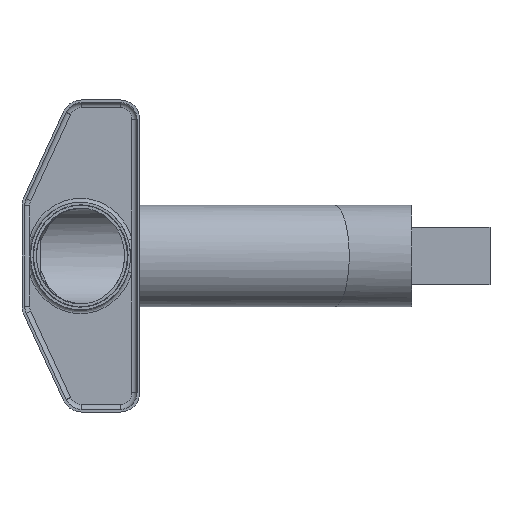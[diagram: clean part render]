
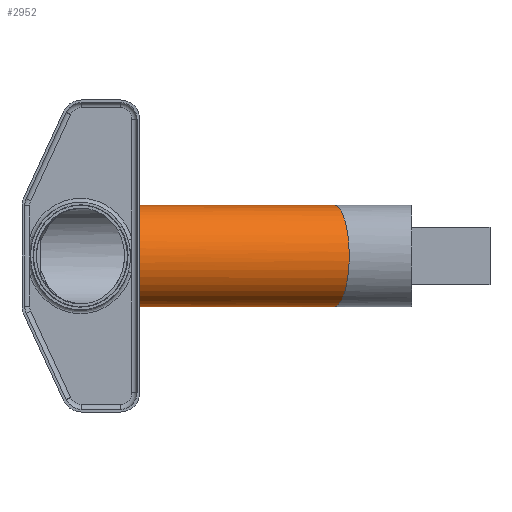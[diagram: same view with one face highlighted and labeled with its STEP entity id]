
A CAD part, front view. The second image highlights one B-rep face of the part: STEP entity #2952.
In plain terms, the highlighted free-form (B-spline) face has degree [3, 1] with [7, 4] control points.
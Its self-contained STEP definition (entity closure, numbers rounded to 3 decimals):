
#34 = CARTESIAN_POINT ( 'NONE',  ( -70., 320., -26. ) ) ;
#54 = CARTESIAN_POINT ( 'NONE',  ( -70., 320., -26. ) ) ;
#286 = CARTESIAN_POINT ( 'NONE',  ( -152., 201.012, 26. ) ) ;
#473 = CARTESIAN_POINT ( 'NONE',  ( -200., 225.455, -26. ) ) ;
#501 = VERTEX_POINT ( 'NONE', #977 ) ;
#576 = EDGE_CURVE ( 'NONE', #2920, #632, #4456, .T. ) ;
#632 = VERTEX_POINT ( 'NONE', #34 ) ;
#662 =( BOUNDED_CURVE ( )  B_SPLINE_CURVE ( 3, ( #3051, #5781, #3117, #3076 ),
 .UNSPECIFIED., .F., .F. ) 
 B_SPLINE_CURVE_WITH_KNOTS ( ( 4, 4 ),
 ( 0.5, 1. ),
 .UNSPECIFIED. ) 
 CURVE ( )  GEOMETRIC_REPRESENTATION_ITEM ( )  RATIONAL_B_SPLINE_CURVE ( ( 1., 0.333, 0.333, 1. ) ) 
 REPRESENTATION_ITEM ( '' )  );
#732 = CARTESIAN_POINT ( 'NONE',  ( -201.3, 224.509, -26. ) ) ;
#750 = CARTESIAN_POINT ( 'NONE',  ( -152., 201.012, -26. ) ) ;
#916 = CARTESIAN_POINT ( 'NONE',  ( -70., 320., -26. ) ) ;
#977 = CARTESIAN_POINT ( 'NONE',  ( -200., 225.455, 26. ) ) ;
#1161 = CARTESIAN_POINT ( 'NONE',  ( -53.405, 272.717, -26. ) ) ;
#1201 = CARTESIAN_POINT ( 'NONE',  ( -54.391, 272., -26. ) ) ;
#1280 = EDGE_CURVE ( 'NONE', #1668, #632, #2463, .T. ) ;
#1343 = EDGE_CURVE ( 'NONE', #1668, #501, #662, .T. ) ;
#1476 = CARTESIAN_POINT ( 'NONE',  ( -200., 225.455, -26. ) ) ;
#1583 = CARTESIAN_POINT ( 'NONE',  ( -248., 249.897, 26. ) ) ;
#1595 = ORIENTED_EDGE ( 'NONE', *, *, #1280, .T. ) ;
#1601 = CARTESIAN_POINT ( 'NONE',  ( -70., 320., -26. ) ) ;
#1668 = VERTEX_POINT ( 'NONE', #1476 ) ;
#1809 = ORIENTED_EDGE ( 'NONE', *, *, #576, .F. ) ;
#2001 = ORIENTED_EDGE ( 'NONE', *, *, #5618, .F. ) ;
#2021 = CARTESIAN_POINT ( 'NONE',  ( -53.405, 272.717, 26. ) ) ;
#2056 = CARTESIAN_POINT ( 'NONE',  ( -200., 225.455, 26. ) ) ;
#2076 = CARTESIAN_POINT ( 'NONE',  ( -54.391, 272., 26. ) ) ;
#2461 = CARTESIAN_POINT ( 'NONE',  ( -201.3, 224.509, 26. ) ) ;
#2463 = B_SPLINE_CURVE_WITH_KNOTS ( 'NONE', 1,
 ( #473, #916 ),
 .UNSPECIFIED., .F., .F.,
 ( 2, 2 ),
 ( 0., 1. ),
 .UNSPECIFIED. ) ;
#2916 = CARTESIAN_POINT ( 'NONE',  ( -68.687, 320.955, -26. ) ) ;
#2920 = VERTEX_POINT ( 'NONE', #3744 ) ;
#2952 = ADVANCED_FACE ( 'NONE', ( #3815 ), #3331, .F. ) ;
#2956 = CARTESIAN_POINT ( 'NONE',  ( -68.687, 320.955, 26. ) ) ;
#3051 = CARTESIAN_POINT ( 'NONE',  ( -200., 225.455, -26. ) ) ;
#3076 = CARTESIAN_POINT ( 'NONE',  ( -200., 225.455, 26. ) ) ;
#3117 = CARTESIAN_POINT ( 'NONE',  ( -152., 201.012, 26. ) ) ;
#3212 = CARTESIAN_POINT ( 'NONE',  ( -54.391, 272., -26. ) ) ;
#3225 = ORIENTED_EDGE ( 'NONE', *, *, #1343, .F. ) ;
#3331 =( BOUNDED_SURFACE ( )  B_SPLINE_SURFACE ( 3, 1, ( 
 ( #2461, #2056, #3436, #2956 ),
 ( #5237, #1583, #5669, #5650 ),
 ( #4269, #4774, #3897, #4754 ),
 ( #732, #3833, #1601, #2916 ),
 ( #4299, #750, #1201, #1161 ),
 ( #4712, #286, #2076, #2021 ),
 ( #5695, #3856, #3393, #4731 ) ),
 .UNSPECIFIED., .T., .F., .F. ) 
 B_SPLINE_SURFACE_WITH_KNOTS ( ( 4, 3, 4 ),
 ( 2, 1, 1, 2 ),
 ( 0., 0.5, 1. ),
 ( -0.01, 0., 1., 1.01 ),
 .UNSPECIFIED. ) 
 GEOMETRIC_REPRESENTATION_ITEM ( )  RATIONAL_B_SPLINE_SURFACE ( (
 ( 1., 1., 1., 1.),
 ( 0.333, 0.333, 0.333, 0.333),
 ( 0.333, 0.333, 0.333, 0.333),
 ( 1., 1., 1., 1.),
 ( 0.333, 0.333, 0.333, 0.333),
 ( 0.333, 0.333, 0.333, 0.333),
 ( 1., 1., 1., 1.) ) ) 
 REPRESENTATION_ITEM ( '' )  SURFACE ( )  );
#3393 = CARTESIAN_POINT ( 'NONE',  ( -70., 320., 26. ) ) ;
#3436 = CARTESIAN_POINT ( 'NONE',  ( -70., 320., 26. ) ) ;
#3547 = EDGE_LOOP ( 'NONE', ( #3225, #1595, #1809, #2001 ) ) ;
#3618 = B_SPLINE_CURVE_WITH_KNOTS ( 'NONE', 1,
 ( #4503, #4524 ),
 .UNSPECIFIED., .F., .F.,
 ( 2, 2 ),
 ( 0., 1. ),
 .UNSPECIFIED. ) ;
#3744 = CARTESIAN_POINT ( 'NONE',  ( -70., 320., 26. ) ) ;
#3815 = FACE_OUTER_BOUND ( 'NONE', #3547, .T. ) ;
#3833 = CARTESIAN_POINT ( 'NONE',  ( -200., 225.455, -26. ) ) ;
#3856 = CARTESIAN_POINT ( 'NONE',  ( -200., 225.455, 26. ) ) ;
#3897 = CARTESIAN_POINT ( 'NONE',  ( -85.609, 368., -26. ) ) ;
#4087 = CARTESIAN_POINT ( 'NONE',  ( -54.391, 272., 26. ) ) ;
#4269 = CARTESIAN_POINT ( 'NONE',  ( -249.624, 248.716, -26. ) ) ;
#4299 = CARTESIAN_POINT ( 'NONE',  ( -152.976, 200.302, -26. ) ) ;
#4456 =( BOUNDED_CURVE ( )  B_SPLINE_CURVE ( 3, ( #5445, #4087, #3212, #54 ),
 .UNSPECIFIED., .F., .F. ) 
 B_SPLINE_CURVE_WITH_KNOTS ( ( 4, 4 ),
 ( 0., 0.5 ),
 .UNSPECIFIED. ) 
 CURVE ( )  GEOMETRIC_REPRESENTATION_ITEM ( )  RATIONAL_B_SPLINE_CURVE ( ( 1., 0.333, 0.333, 1. ) ) 
 REPRESENTATION_ITEM ( '' )  );
#4503 = CARTESIAN_POINT ( 'NONE',  ( -200., 225.455, 26. ) ) ;
#4524 = CARTESIAN_POINT ( 'NONE',  ( -70., 320., 26. ) ) ;
#4712 = CARTESIAN_POINT ( 'NONE',  ( -152.976, 200.302, 26. ) ) ;
#4731 = CARTESIAN_POINT ( 'NONE',  ( -68.687, 320.955, 26. ) ) ;
#4754 = CARTESIAN_POINT ( 'NONE',  ( -83.969, 369.193, -26. ) ) ;
#4774 = CARTESIAN_POINT ( 'NONE',  ( -248., 249.897, -26. ) ) ;
#5237 = CARTESIAN_POINT ( 'NONE',  ( -249.624, 248.716, 26. ) ) ;
#5445 = CARTESIAN_POINT ( 'NONE',  ( -70., 320., 26. ) ) ;
#5618 = EDGE_CURVE ( 'NONE', #501, #2920, #3618, .T. ) ;
#5650 = CARTESIAN_POINT ( 'NONE',  ( -83.969, 369.193, 26. ) ) ;
#5669 = CARTESIAN_POINT ( 'NONE',  ( -85.609, 368., 26. ) ) ;
#5695 = CARTESIAN_POINT ( 'NONE',  ( -201.3, 224.509, 26. ) ) ;
#5781 = CARTESIAN_POINT ( 'NONE',  ( -152., 201.012, -26. ) ) ;
